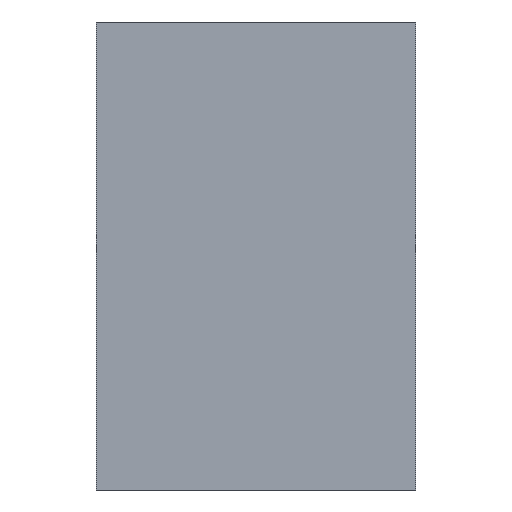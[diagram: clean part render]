
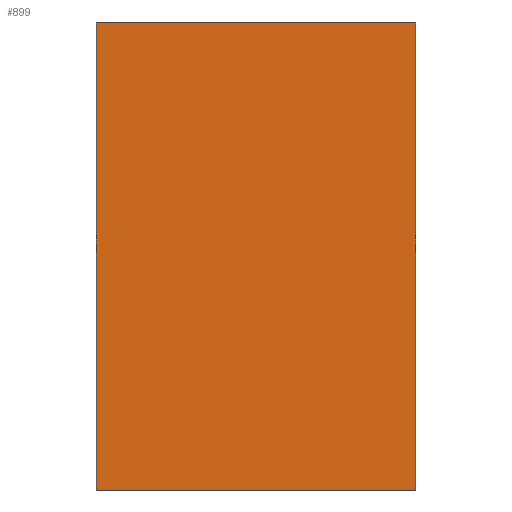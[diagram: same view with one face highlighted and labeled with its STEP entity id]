
A CAD part, left-side view. The second image highlights one B-rep face of the part: STEP entity #899.
In plain terms, the highlighted planar face has unit normal (-1, 0, 0).
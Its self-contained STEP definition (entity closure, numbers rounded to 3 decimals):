
#65=FACE_OUTER_BOUND('',#120,.T.);
#120=EDGE_LOOP('',(#771,#772,#773,#774));
#235=LINE('',#1424,#355);
#236=LINE('',#1426,#356);
#237=LINE('',#1428,#357);
#238=LINE('',#1429,#358);
#355=VECTOR('',#1175,10.);
#356=VECTOR('',#1176,10.);
#357=VECTOR('',#1177,10.);
#358=VECTOR('',#1178,10.);
#439=VERTEX_POINT('',#1422);
#440=VERTEX_POINT('',#1423);
#441=VERTEX_POINT('',#1425);
#442=VERTEX_POINT('',#1427);
#555=EDGE_CURVE('',#439,#440,#235,.T.);
#556=EDGE_CURVE('',#440,#441,#236,.T.);
#557=EDGE_CURVE('',#442,#441,#237,.T.);
#558=EDGE_CURVE('',#439,#442,#238,.T.);
#771=ORIENTED_EDGE('',*,*,#555,.T.);
#772=ORIENTED_EDGE('',*,*,#556,.T.);
#773=ORIENTED_EDGE('',*,*,#557,.F.);
#774=ORIENTED_EDGE('',*,*,#558,.F.);
#850=PLANE('',#971);
#899=ADVANCED_FACE('',(#65),#850,.T.);
#971=AXIS2_PLACEMENT_3D('',#1421,#1173,#1174);
#1173=DIRECTION('center_axis',(-1.,0.,0.));
#1174=DIRECTION('ref_axis',(0.,-1.,0.));
#1175=DIRECTION('',(0.,-1.,0.));
#1176=DIRECTION('',(0.,0.,1.));
#1177=DIRECTION('',(0.,-1.,0.));
#1178=DIRECTION('',(0.,0.,1.));
#1421=CARTESIAN_POINT('Origin',(-4.,1.45,0.));
#1422=CARTESIAN_POINT('',(-4.,1.45,0.));
#1423=CARTESIAN_POINT('',(-4.,-1.45,0.));
#1424=CARTESIAN_POINT('',(-4.,1.45,0.));
#1425=CARTESIAN_POINT('',(-4.,-1.45,4.25));
#1426=CARTESIAN_POINT('',(-4.,-1.45,0.));
#1427=CARTESIAN_POINT('',(-4.,1.45,4.25));
#1428=CARTESIAN_POINT('',(-4.,1.45,4.25));
#1429=CARTESIAN_POINT('',(-4.,1.45,0.));
